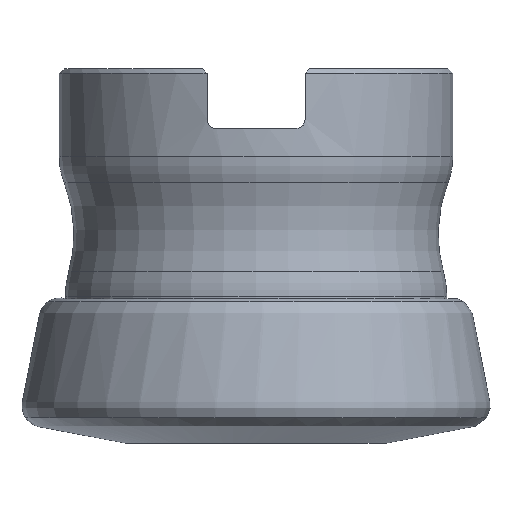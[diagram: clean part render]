
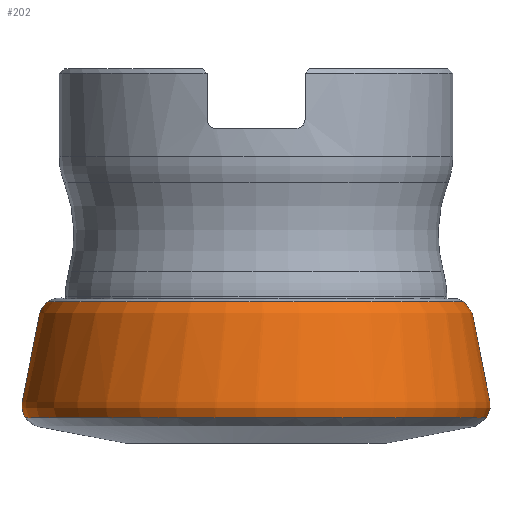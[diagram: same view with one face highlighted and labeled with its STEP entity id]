
A CAD part, front view. The second image highlights one B-rep face of the part: STEP entity #202.
In plain terms, the highlighted face is a revolution surface.
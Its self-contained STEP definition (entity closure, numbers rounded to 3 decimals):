
#202=ADVANCED_FACE('',(#280,#281),#242,.T.);
#242=SURFACE_OF_REVOLUTION('',#250,#246);
#246=AXIS1_PLACEMENT('',#1079,#869);
#250=B_SPLINE_CURVE_WITH_KNOTS('',3,(#1067,#1068,#1069,#1070,#1071,#1072,
#1073,#1074,#1075,#1076,#1077,#1078),.UNSPECIFIED.,.F.,.F.,(4,2,1,2,1,2,
4),(0.,0.14,0.32,0.5,0.68,
0.86,1.),.UNSPECIFIED.);
#280=FACE_BOUND('',#320,.T.);
#281=FACE_BOUND('',#321,.T.);
#320=EDGE_LOOP('',(#380));
#321=EDGE_LOOP('',(#381));
#380=ORIENTED_EDGE('',*,*,#585,.F.);
#381=ORIENTED_EDGE('',*,*,#583,.T.);
#528=VERTEX_POINT('',#1047);
#530=VERTEX_POINT('',#1066);
#583=EDGE_CURVE('',#528,#528,#658,.T.);
#585=EDGE_CURVE('',#530,#530,#660,.T.);
#658=CIRCLE('',#780,22.181);
#660=CIRCLE('',#782,24.597);
#780=AXIS2_PLACEMENT_3D('',#1046,#862,#863);
#782=AXIS2_PLACEMENT_3D('',#1065,#867,#868);
#862=DIRECTION('',(0.,0.,-1.));
#863=DIRECTION('',(-1.,0.,0.));
#867=DIRECTION('',(0.,0.,-1.));
#868=DIRECTION('',(-1.,0.,0.));
#869=DIRECTION('',(0.,0.,-1.));
#1046=CARTESIAN_POINT('',(0.,0.,-24.861));
#1047=CARTESIAN_POINT('',(-22.181,0.,-24.861));
#1065=CARTESIAN_POINT('',(0.,0.,-37.259));
#1066=CARTESIAN_POINT('',(-24.597,0.,-37.259));
#1067=CARTESIAN_POINT('',(-22.171,-0.672,-24.861));
#1068=CARTESIAN_POINT('',(-22.668,-0.676,-25.21));
#1069=CARTESIAN_POINT('',(-23.016,-0.654,-25.745));
#1070=CARTESIAN_POINT('',(-23.283,-0.553,-27.107));
#1071=CARTESIAN_POINT('',(-23.583,-0.44,-28.641));
#1072=CARTESIAN_POINT('',(-23.883,-0.327,-30.174));
#1073=CARTESIAN_POINT('',(-24.183,-0.214,-31.708));
#1074=CARTESIAN_POINT('',(-24.483,-0.101,-33.241));
#1075=CARTESIAN_POINT('',(-24.783,0.012,-34.775));
#1076=CARTESIAN_POINT('',(-25.049,0.113,-36.137));
#1077=CARTESIAN_POINT('',(-24.927,0.176,-36.759));
#1078=CARTESIAN_POINT('',(-24.596,0.243,-37.259));
#1079=CARTESIAN_POINT('',(0.,0.,0.));
